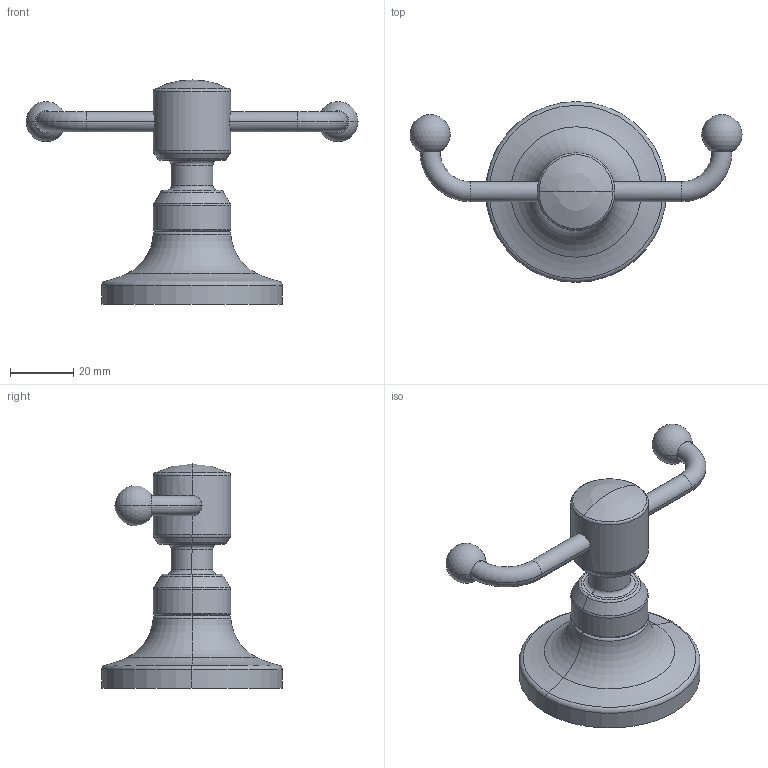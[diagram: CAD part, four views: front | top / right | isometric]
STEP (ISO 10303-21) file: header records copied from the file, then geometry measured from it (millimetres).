
FILE_DESCRIPTION((''),'2;1');
FILE_NAME('3250-1660','2022-07-05T09:18:36',('rsmith'),(''),'CREO PARAMETRIC BY PTC INC, 2019352','CREO PARAMETRIC BY PTC INC, 2019352','');
FILE_SCHEMA(('CONFIG_CONTROL_DESIGN'));
Length unit declared in the file: inch
Products named in the file (1): 3250-1660
Bounding box: 104.97 x 57.15 x 70.87 mm (x, y, z)
Volume: 54612.1 mm3; surface area: 13262 mm2
Topology: 1 solids, 1 shells, 59 faces, 128 edges, 71 vertices
Faces by surface type: torus 28, cylinder 14, plane 7, sphere 6, cone 4
Entity records: 1694 total; most frequent: CARTESIAN_POINT 340, DIRECTION 326, ORIENTED_EDGE 244, AXIS2_PLACEMENT_3D 153, EDGE_CURVE 122, CIRCLE 94, VERTEX_POINT 71, EDGE_LOOP 65
